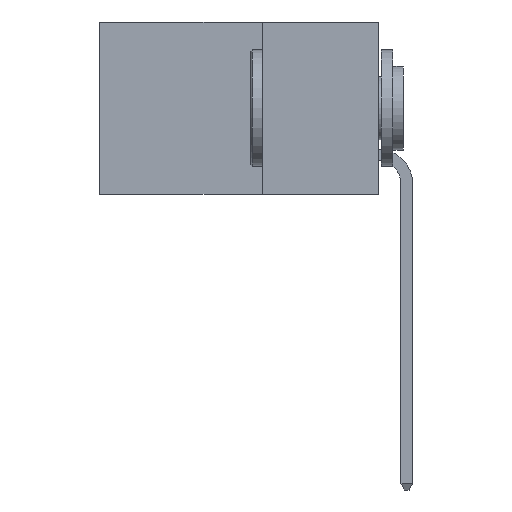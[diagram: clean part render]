
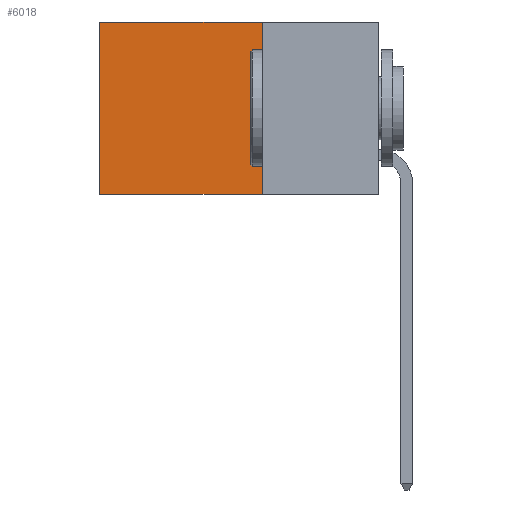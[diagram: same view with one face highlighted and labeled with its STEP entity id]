
A CAD part, left-side view. The second image highlights one B-rep face of the part: STEP entity #6018.
In plain terms, the highlighted planar face has unit normal (-1, 0, 0).
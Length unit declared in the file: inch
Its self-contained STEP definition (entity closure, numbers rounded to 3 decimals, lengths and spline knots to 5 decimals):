
#1 = DIRECTION ( 'NONE',  ( 1., 0., 0. ) ) ;
#498 = VECTOR ( 'NONE', #7324, 39.37008 ) ;
#659 = CARTESIAN_POINT ( 'NONE',  ( 0.2615, 0.6, -0.37 ) ) ;
#890 = VECTOR ( 'NONE', #8625, 39.37008 ) ;
#1664 = CARTESIAN_POINT ( 'NONE',  ( 0.2615, 0.25, -0.37 ) ) ;
#1720 = EDGE_CURVE ( 'NONE', #7780, #4173, #2666, .T. ) ;
#2240 = VECTOR ( 'NONE', #7467, 39.37008 ) ;
#2261 = FACE_OUTER_BOUND ( 'NONE', #3717, .T. ) ;
#2526 = CARTESIAN_POINT ( 'NONE',  ( 0.2615, 0.25, -0.37 ) ) ;
#2666 = LINE ( 'NONE', #3472, #498 ) ;
#2669 = CARTESIAN_POINT ( 'NONE',  ( 0.2615, 0.25, 0. ) ) ;
#2836 = LINE ( 'NONE', #4561, #890 ) ;
#2916 = ORIENTED_EDGE ( 'NONE', *, *, #6910, .F. ) ;
#2944 = PLANE ( 'NONE',  #3065 ) ;
#3065 = AXIS2_PLACEMENT_3D ( 'NONE', #7824, #1, #5128 ) ;
#3082 = ORIENTED_EDGE ( 'NONE', *, *, #5263, .T. ) ;
#3368 = DIRECTION ( 'NONE',  ( 0., 1., 0. ) ) ;
#3472 = CARTESIAN_POINT ( 'NONE',  ( 0.2615, 0.25, -0.37 ) ) ;
#3717 = EDGE_LOOP ( 'NONE', ( #7994, #4921, #2916, #3082 ) ) ;
#3733 = CARTESIAN_POINT ( 'NONE',  ( 0.2615, 0.6, 0. ) ) ;
#4173 = VERTEX_POINT ( 'NONE', #659 ) ;
#4271 = VERTEX_POINT ( 'NONE', #3733 ) ;
#4561 = CARTESIAN_POINT ( 'NONE',  ( 0.2615, 0.6, -0.37 ) ) ;
#4921 = ORIENTED_EDGE ( 'NONE', *, *, #1720, .F. ) ;
#5128 = DIRECTION ( 'NONE',  ( 0., 0., -1. ) ) ;
#5263 = EDGE_CURVE ( 'NONE', #5313, #4271, #8767, .T. ) ;
#5313 = VERTEX_POINT ( 'NONE', #2669 ) ;
#5445 = VECTOR ( 'NONE', #3368, 39.37008 ) ;
#6018 = ADVANCED_FACE ( 'NONE', ( #2261 ), #2944, .F. ) ;
#6176 = EDGE_CURVE ( 'NONE', #4271, #4173, #2836, .T. ) ;
#6910 = EDGE_CURVE ( 'NONE', #5313, #7780, #7641, .T. ) ;
#7324 = DIRECTION ( 'NONE',  ( 0., 1., 0. ) ) ;
#7467 = DIRECTION ( 'NONE',  ( 0., 0., -1. ) ) ;
#7641 = LINE ( 'NONE', #2526, #2240 ) ;
#7780 = VERTEX_POINT ( 'NONE', #1664 ) ;
#7824 = CARTESIAN_POINT ( 'NONE',  ( 0.2615, 0.25, -0.37 ) ) ;
#7994 = ORIENTED_EDGE ( 'NONE', *, *, #6176, .T. ) ;
#8191 = CARTESIAN_POINT ( 'NONE',  ( 0.2615, 0.25, 0. ) ) ;
#8625 = DIRECTION ( 'NONE',  ( 0., 0., -1. ) ) ;
#8767 = LINE ( 'NONE', #8191, #5445 ) ;
